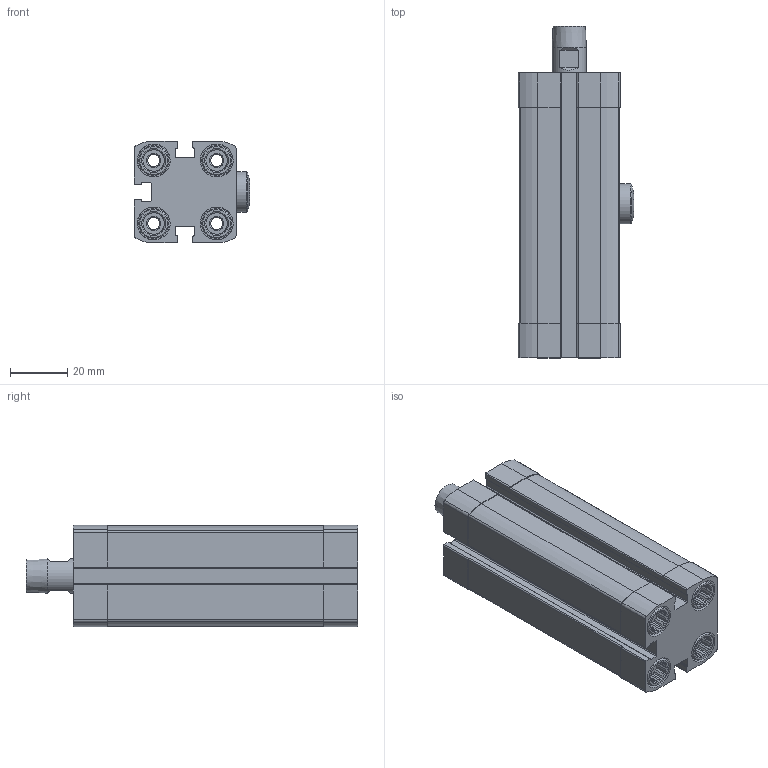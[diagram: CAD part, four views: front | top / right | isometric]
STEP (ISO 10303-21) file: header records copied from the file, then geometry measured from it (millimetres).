
FILE_DESCRIPTION(/* description */ ('STEP AP214'),/* implementation_level */ '2;1');
FILE_NAME(/* name */ '535439_CLR-20-10-R-P-A',/* time_stamp */ '2024-07-24T10:10:00+02:00',/* author */ ('License CC BY-ND 4.0'),/* organization */ ('CADENAS'),/* preprocessor_version */ 'ST-DEVELOPER v19.3',/* originating_system */ 'PARTsolutions',/* authorisation */ ' ');
FILE_SCHEMA (('AUTOMOTIVE_DESIGN {1 0 10303 214 3 1 1}'));
Length unit declared in the file: millimetre
Products named in the file (4): 535439 CLR-20-10-R-P-A---(0); 535439 CLR-20-10-R-P-A---(0_1_0_0)---(ZR); 535439 CLR-20-10-R-P-A---(KS); 669849 CLR-20---(FS)
Assembly tree (3 placements, depth 2):
  535439 CLR-20-10-R-P-A---(0)
    535439 CLR-20-10-R-P-A---(0_1_0_0)---(ZR)
    535439 CLR-20-10-R-P-A---(KS)
    669849 CLR-20---(FS)
Bounding box: 40.25 x 115.9 x 35.5 mm (x, y, z)
Volume: 90328.2 mm3; surface area: 43317.9 mm2
Topology: 3 solids, 3 shells, 562 faces, 1525 edges, 1000 vertices
Faces by surface type: plane 402, cylinder 111, cone 44, torus 4, sphere 1
Full cylindrical faces by diameter (mm): 4.134 x10, 4.917 x1, 5.9 x1, 6.2 x1, 6.5 x4, 6.647 x1, 7.5 x8, 7.7 x1, 8 x1, 10.5 x8, 11.5 x8, 11.6 x1, 12 x2, 14 x1, 20 x1
Entity records: 17375 total; most frequent: CARTESIAN_POINT 3548, DIRECTION 2814, ORIENTED_EDGE 2804, EDGE_CURVE 1402, AXIS2_PLACEMENT_3D 1041, VERTEX_POINT 978, LINE 732, VECTOR 732
